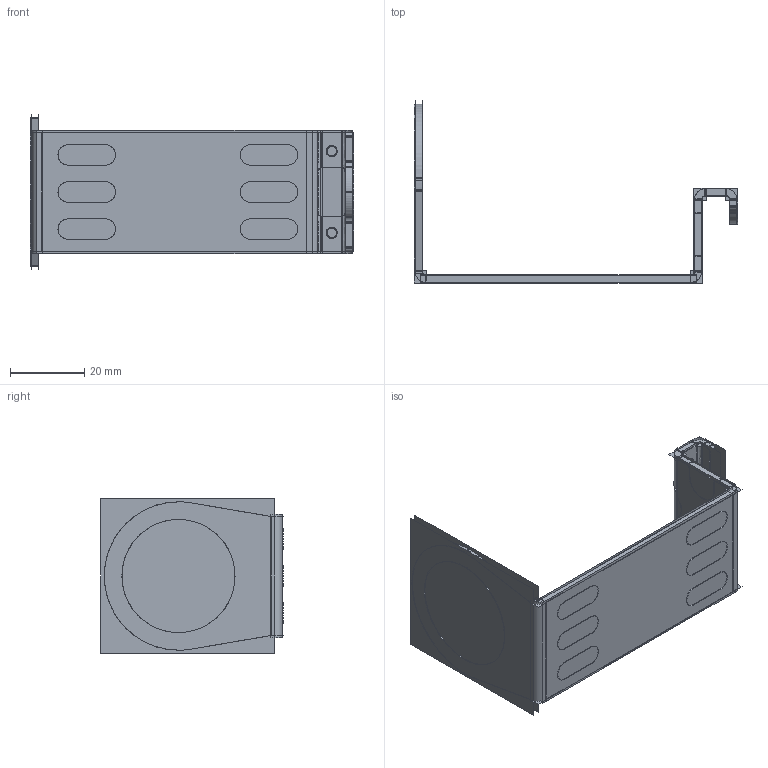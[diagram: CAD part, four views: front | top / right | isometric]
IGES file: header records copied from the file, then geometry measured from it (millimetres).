
Start section:  PTC IGES file: 178373.igs
Global section: file name: 178373.igs; native system: Creo Parametric by Parametric Technology Corporation; preprocessor: 2016010; author: pdmadmin; organization: Unknown; date: 20160420.140145; units: millimetre
Bounding box: 87.09 x 49.1 x 41.6 mm (x, y, z)
Volume: 6913.3 mm3; surface area: 41480.2 mm2
Topology: 1 solids, 3 shells, 232 faces, 1192 edges, 1504 vertices
Faces by surface type: bspline 120, revolution 112
